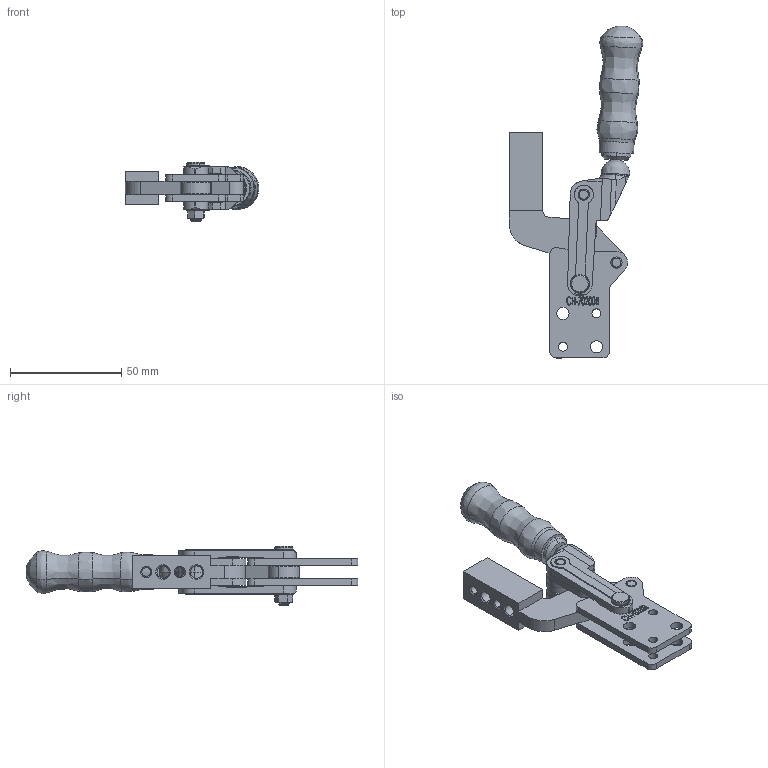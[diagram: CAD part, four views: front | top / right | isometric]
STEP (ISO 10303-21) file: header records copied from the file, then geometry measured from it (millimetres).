
FILE_DESCRIPTION (( 'STEP AP203' ), '1' );
FILE_NAME ('｣ﾃ｣ﾈ-｣ｷ｣ｰ｣ｲ｣ｰ｣ｰ｣ﾂ.STEP', '2020-03-10T08:13:09', ( 'User' ), ( 'china' ), 'SwSTEP 2.0', 'SolidWorks 2018', '' );
FILE_SCHEMA (( 'CONFIG_CONTROL_DESIGN' ));
Length unit declared in the file: millimetre
Products named in the file (27): 螺杆_默认_1; 套_默认; 连杆_默认_1; 手柄_默认_1; 压把_默认_1; m5螺母_默认_1; 底正_默认; 底反_默认; 短轴_默认; 隔套_默认_1; 长轴_默认_1; ti_默认_1; ｣ﾃ｣ﾈ-｣ｷ｣ｰ｣ｲ｣ｰ｣ｰ｣ﾂ
Assembly tree (14 placements, depth 2):
  螺杆_默认_1
  套_默认
  手柄_默认_1
  压把_默认_1
  底正_默认
Bounding box: 60.08 x 148.95 x 26.5 mm (x, y, z)
Volume: 44067.6 mm3; surface area: 29861.7 mm2
Topology: 15 solids, 15 shells, 1317 faces, 3400 edges, 2236 vertices
Faces by surface type: plane 771, cylinder 343, bspline 130, cone 73
Entity records: 44290 total; most frequent: CARTESIAN_POINT 16914, ORIENTED_EDGE 5502, DIRECTION 4648, EDGE_CURVE 2751, VERTEX_POINT 1810, AXIS2_PLACEMENT_3D 1561, VECTOR 1526, LINE 1526
